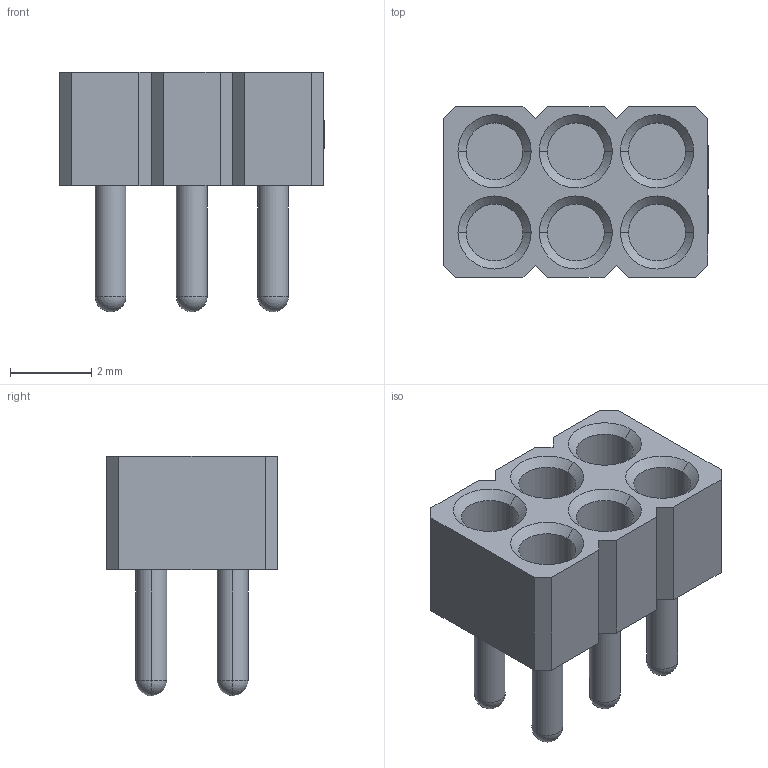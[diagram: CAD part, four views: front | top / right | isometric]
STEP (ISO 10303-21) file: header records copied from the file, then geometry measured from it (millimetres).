
FILE_DESCRIPTION (( 'STEP AP214' ), '1' );
FILE_NAME ('HDR-TH_6P-P2.00-V-F-R2-C3-S2.00-2.step', '2022-07-02T12:51:58', ( '' ), ( '' ), 'SwSTEP 2.0', 'SolidWorks 2020', '' );
FILE_SCHEMA (( 'AUTOMOTIVE_DESIGN' ));
Length unit declared in the file: millimetre
Products named in the file (1): HDR-TH_6P-P2.00-V-F-R2-C3-S2.00-2
Bounding box: 6.51 x 4.2 x 5.9 mm (x, y, z)
Volume: 64 mm3; surface area: 206.3 mm2
Topology: 1 solids, 1 shells, 358 faces, 960 edges, 630 vertices
Faces by surface type: plane 198, bspline 112, cylinder 24, sphere 12, cone 12
Entity records: 15560 total; most frequent: CARTESIAN_POINT 3637, ORIENTED_EDGE 1872, DIRECTION 1231, EDGE_CURVE 936, VERTEX_POINT 618, LINE 593, VECTOR 593, EDGE_LOOP 396
